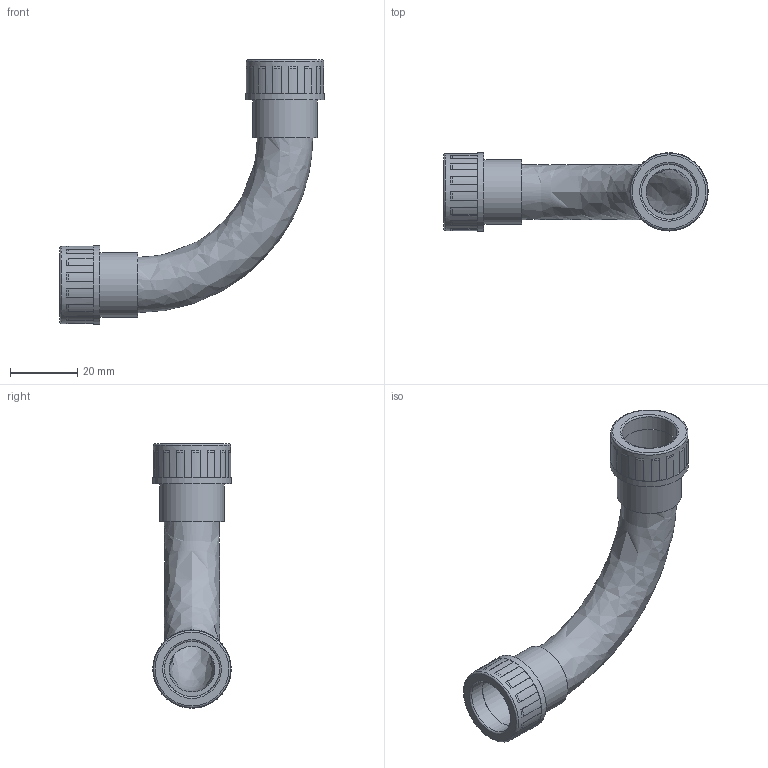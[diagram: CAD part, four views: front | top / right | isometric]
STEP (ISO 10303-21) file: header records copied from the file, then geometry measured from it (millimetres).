
FILE_DESCRIPTION (( 'STEP AP203' ), '1' );
FILE_NAME ('CTA10D-CSG16-K41-050 - Ïîâîðîò íà 90 òðóáà-òðóáà IP65 CSG16.STEP', '2016-06-24T12:12:10', ( '' ), ( '' ), 'SwSTEP 2.0', 'SolidWorks 2014', '' );
FILE_SCHEMA (( 'CONFIG_CONTROL_DESIGN' ));
Length unit declared in the file: millimetre
Products named in the file (1): CTA10D-CSG16-K41-050 - Ïîâîðîò íà 90 òðóáà-òðóáà IP65 CSG16
Bounding box: 78.9 x 23.4 x 78.9 mm (x, y, z)
Volume: 11321.4 mm3; surface area: 13009.1 mm2
Topology: 1 solids, 1 shells, 150 faces, 412 edges, 274 vertices
Faces by surface type: plane 72, cylinder 42, cone 30, torus 4, bspline 2
Full cylindrical faces by diameter (mm): 13.7 x2, 16.4 x2, 16.5 x2, 19.2 x2, 23 x2, 23.4 x2
Entity records: 5019 total; most frequent: CARTESIAN_POINT 1215, ORIENTED_EDGE 776, DIRECTION 770, EDGE_CURVE 388, AXIS2_PLACEMENT_3D 295, VERTEX_POINT 268, LINE 180, VECTOR 180
